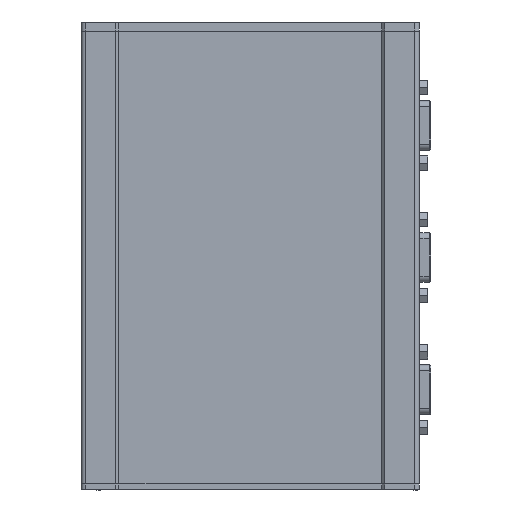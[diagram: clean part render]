
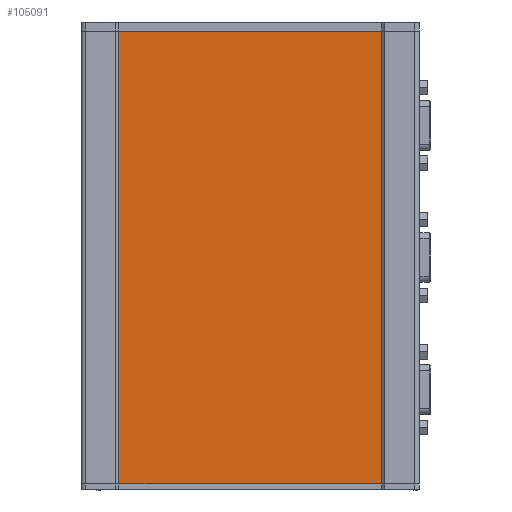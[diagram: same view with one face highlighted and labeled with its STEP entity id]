
A CAD part, front view. The second image highlights one B-rep face of the part: STEP entity #105091.
In plain terms, the highlighted planar face has unit normal (0, -1, 0).
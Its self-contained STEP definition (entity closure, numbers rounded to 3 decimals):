
#2468 = FACE_OUTER_BOUND ( 'NONE', #89315, .T. ) ;
#4887 = VECTOR ( 'NONE', #47397, 1000. ) ;
#4909 = LINE ( 'NONE', #12127, #24881 ) ;
#7716 = CARTESIAN_POINT ( 'NONE',  ( -58.273, -2.68, 150. ) ) ;
#7782 = ORIENTED_EDGE ( 'NONE', *, *, #36914, .T. ) ;
#8969 = ORIENTED_EDGE ( 'NONE', *, *, #11642, .F. ) ;
#11642 = EDGE_CURVE ( 'NONE', #93493, #51120, #4909, .T. ) ;
#12127 = CARTESIAN_POINT ( 'NONE',  ( -58.273, -2.68, 150. ) ) ;
#14023 = CARTESIAN_POINT ( 'NONE',  ( 28.719, -2.68, 150. ) ) ;
#21743 = DIRECTION ( 'NONE',  ( 1., 0., 0. ) ) ;
#24777 = AXIS2_PLACEMENT_3D ( 'NONE', #90745, #39823, #56515 ) ;
#24780 = EDGE_CURVE ( 'NONE', #93493, #82191, #50063, .T. ) ;
#24881 = VECTOR ( 'NONE', #21743, 1000. ) ;
#26631 = LINE ( 'NONE', #14023, #65141 ) ;
#36914 = EDGE_CURVE ( 'NONE', #82191, #101571, #88936, .T. ) ;
#39823 = DIRECTION ( 'NONE',  ( 0., 1., 0. ) ) ;
#44034 = CARTESIAN_POINT ( 'NONE',  ( -58.273, -2.68, 0. ) ) ;
#44661 = CARTESIAN_POINT ( 'NONE',  ( 28.719, -2.68, 150. ) ) ;
#45693 = ORIENTED_EDGE ( 'NONE', *, *, #24780, .T. ) ;
#47397 = DIRECTION ( 'NONE',  ( 0., 0., -1. ) ) ;
#50063 = LINE ( 'NONE', #64889, #4887 ) ;
#51120 = VERTEX_POINT ( 'NONE', #44661 ) ;
#56515 = DIRECTION ( 'NONE',  ( 0., 0., 1. ) ) ;
#64889 = CARTESIAN_POINT ( 'NONE',  ( -58.273, -2.68, 150. ) ) ;
#65141 = VECTOR ( 'NONE', #74286, 1000. ) ;
#74090 = PLANE ( 'NONE',  #24777 ) ;
#74145 = EDGE_CURVE ( 'NONE', #51120, #101571, #26631, .T. ) ;
#74286 = DIRECTION ( 'NONE',  ( 0., 0., -1. ) ) ;
#82191 = VERTEX_POINT ( 'NONE', #107569 ) ;
#88936 = LINE ( 'NONE', #44034, #99563 ) ;
#89315 = EDGE_LOOP ( 'NONE', ( #7782, #96956, #8969, #45693 ) ) ;
#90745 = CARTESIAN_POINT ( 'NONE',  ( -58.273, -2.68, 150. ) ) ;
#93493 = VERTEX_POINT ( 'NONE', #7716 ) ;
#96956 = ORIENTED_EDGE ( 'NONE', *, *, #74145, .F. ) ;
#99563 = VECTOR ( 'NONE', #103572, 1000. ) ;
#99803 = CARTESIAN_POINT ( 'NONE',  ( 28.719, -2.68, 0. ) ) ;
#101571 = VERTEX_POINT ( 'NONE', #99803 ) ;
#103572 = DIRECTION ( 'NONE',  ( 1., 0., 0. ) ) ;
#105091 = ADVANCED_FACE ( 'NONE', ( #2468 ), #74090, .F. ) ;
#107569 = CARTESIAN_POINT ( 'NONE',  ( -58.273, -2.68, 0. ) ) ;
